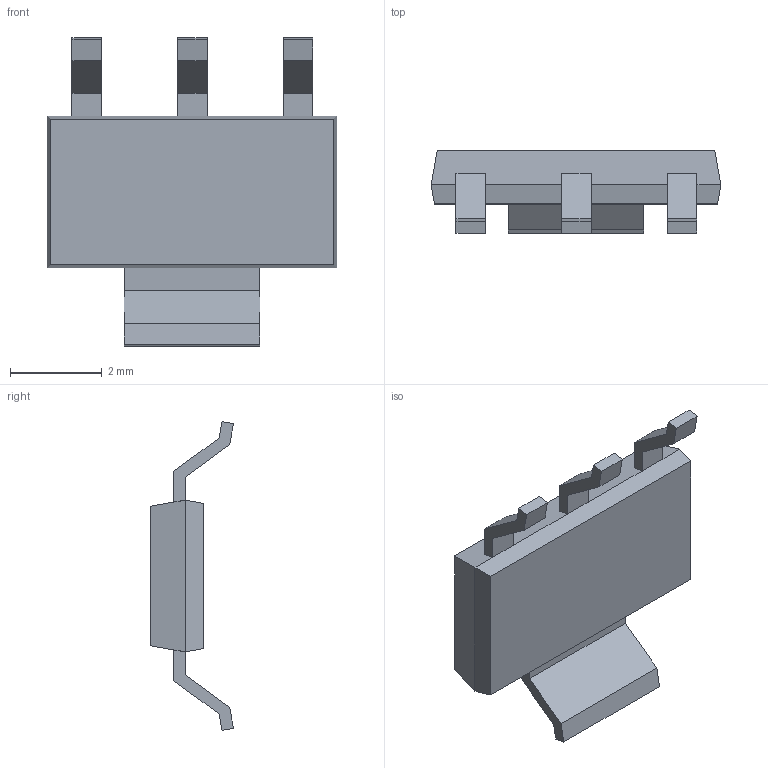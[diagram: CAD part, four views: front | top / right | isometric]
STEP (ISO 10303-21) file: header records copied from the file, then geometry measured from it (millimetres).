
FILE_DESCRIPTION (( 'STEP AP214' ), '1' );
FILE_NAME ('AMS1117-3.3.STEP', '2022-01-12T06:41:48', ( '' ), ( '' ), 'SwSTEP 2.0', 'SolidWorks 2018', '' );
FILE_SCHEMA (( 'AUTOMOTIVE_DESIGN' ));
Length unit declared in the file: millimetre
Products named in the file (1): AMS1117-3.3
Bounding box: 6.3 x 1.8 x 6.71 mm (x, y, z)
Volume: 25.6 mm3; surface area: 90 mm2
Topology: 5 solids, 5 shells, 70 faces, 168 edges, 108 vertices
Faces by surface type: plane 70
Entity records: 2266 total; most frequent: CARTESIAN_POINT 347, ORIENTED_EDGE 336, DIRECTION 310, VECTOR 168, EDGE_CURVE 168, LINE 168, VERTEX_POINT 108, AXIS2_PLACEMENT_3D 71
